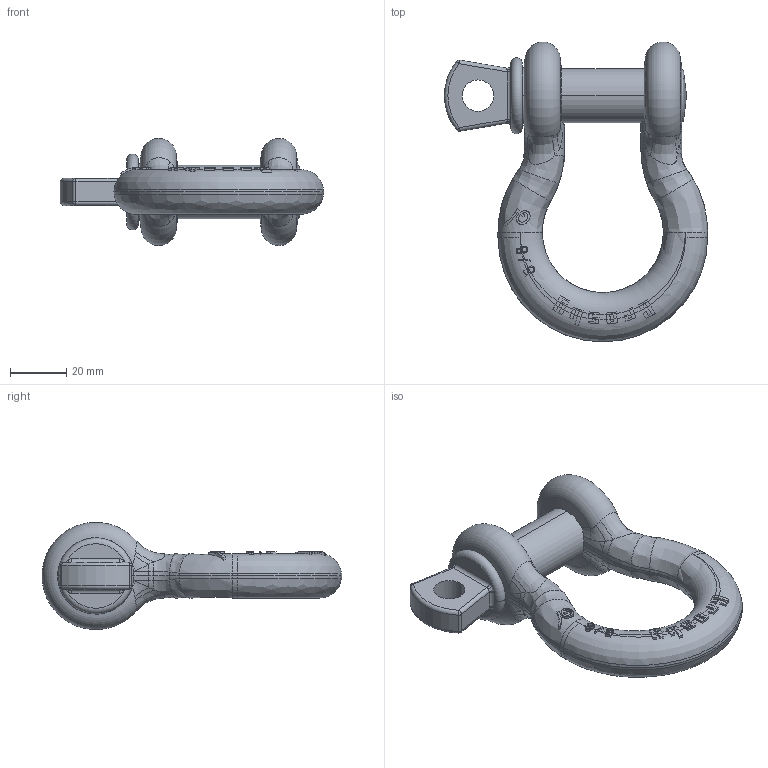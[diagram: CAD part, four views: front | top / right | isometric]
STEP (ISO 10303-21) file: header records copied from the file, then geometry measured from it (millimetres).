
FILE_DESCRIPTION((''),'2;1');
FILE_NAME('CROSBY_209_063','2003-11-18T',('adoughty'),('The Crosby Group, Inc.'),'PRO/ENGINEER BY PARAMETRIC TECHNOLOGY CORPORATION, 2001150','PRO/ENGINEER BY PARAMETRIC TECHNOLOGY CORPORATION, 2001150','');
FILE_SCHEMA(('CONFIG_CONTROL_DESIGN'));
Length unit declared in the file: inch
Products named in the file (1): CROSBY_209_063
Bounding box: 93.45 x 106.42 x 38.02 mm (x, y, z)
Volume: 72083.4 mm3; surface area: 20775.1 mm2
Topology: 2 solids, 2 shells, 321 faces, 840 edges, 521 vertices
Faces by surface type: plane 120, bspline 86, cylinder 35, revolution 34, cone 18, extrusion 14, torus 10, sphere 4
Entity records: 15231 total; most frequent: CARTESIAN_POINT 8390, ORIENTED_EDGE 1676, DIRECTION 982, EDGE_CURVE 838, VERTEX_POINT 521, B_SPLINE_CURVE_WITH_KNOTS 485, AXIS2_PLACEMENT_3D 346, EDGE_LOOP 327
